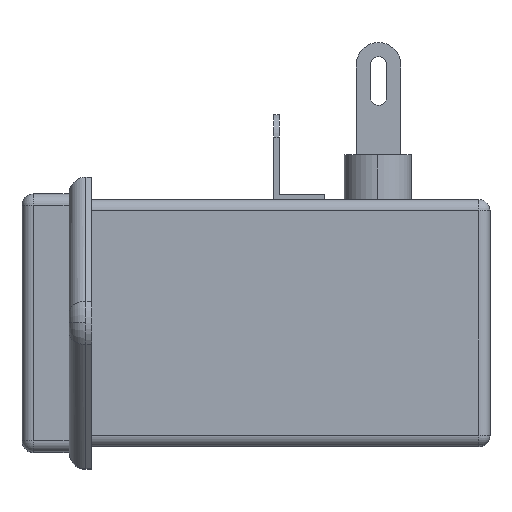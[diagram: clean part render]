
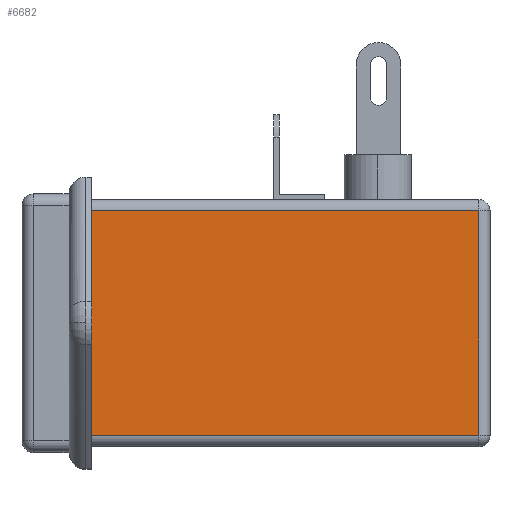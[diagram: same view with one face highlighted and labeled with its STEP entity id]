
A CAD part, top view. The second image highlights one B-rep face of the part: STEP entity #6682.
In plain terms, the highlighted planar face has unit normal (0, 0, 1).
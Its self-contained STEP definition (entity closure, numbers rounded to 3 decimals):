
#105 = VECTOR ( 'NONE', #7243, 1000. ) ;
#396 = CARTESIAN_POINT ( 'NONE',  ( 6.2, -1.5, 30.5 ) ) ;
#995 = VERTEX_POINT ( 'NONE', #3851 ) ;
#1006 = LINE ( 'NONE', #2353, #3366 ) ;
#1154 = CARTESIAN_POINT ( 'NONE',  ( 40.7, -21.5, 30.5 ) ) ;
#1258 = CARTESIAN_POINT ( 'NONE',  ( 41.7, -21.5, 30.5 ) ) ;
#1594 = LINE ( 'NONE', #1258, #4407 ) ;
#1660 = DIRECTION ( 'NONE',  ( 0., 0., -1. ) ) ;
#1829 = DIRECTION ( 'NONE',  ( 1., 0., 0. ) ) ;
#2353 = CARTESIAN_POINT ( 'NONE',  ( 6.2, -22.5, 30.5 ) ) ;
#2363 = EDGE_CURVE ( 'NONE', #5704, #2898, #1594, .T. ) ;
#2555 = LINE ( 'NONE', #6499, #105 ) ;
#2562 = FACE_OUTER_BOUND ( 'NONE', #4632, .T. ) ;
#2567 = VECTOR ( 'NONE', #6380, 1000. ) ;
#2809 = EDGE_CURVE ( 'NONE', #995, #3371, #5658, .T. ) ;
#2823 = AXIS2_PLACEMENT_3D ( 'NONE', #7497, #1660, #7427 ) ;
#2898 = VERTEX_POINT ( 'NONE', #1154 ) ;
#3358 = PLANE ( 'NONE',  #2823 ) ;
#3366 = VECTOR ( 'NONE', #4707, 1000. ) ;
#3371 = VERTEX_POINT ( 'NONE', #396 ) ;
#3851 = CARTESIAN_POINT ( 'NONE',  ( 40.7, -1.5, 30.5 ) ) ;
#4407 = VECTOR ( 'NONE', #1829, 1000. ) ;
#4462 = ORIENTED_EDGE ( 'NONE', *, *, #5797, .T. ) ;
#4632 = EDGE_LOOP ( 'NONE', ( #4462, #6344, #5364, #5901 ) ) ;
#4707 = DIRECTION ( 'NONE',  ( 0., -1., 0. ) ) ;
#4888 = EDGE_CURVE ( 'NONE', #3371, #5704, #1006, .T. ) ;
#5364 = ORIENTED_EDGE ( 'NONE', *, *, #4888, .T. ) ;
#5658 = LINE ( 'NONE', #6356, #2567 ) ;
#5704 = VERTEX_POINT ( 'NONE', #7057 ) ;
#5797 = EDGE_CURVE ( 'NONE', #2898, #995, #2555, .T. ) ;
#5901 = ORIENTED_EDGE ( 'NONE', *, *, #2363, .T. ) ;
#6344 = ORIENTED_EDGE ( 'NONE', *, *, #2809, .T. ) ;
#6356 = CARTESIAN_POINT ( 'NONE',  ( 41.7, -1.5, 30.5 ) ) ;
#6380 = DIRECTION ( 'NONE',  ( -1., 0., 0. ) ) ;
#6499 = CARTESIAN_POINT ( 'NONE',  ( 40.7, -22.5, 30.5 ) ) ;
#6682 = ADVANCED_FACE ( 'NONE', ( #2562 ), #3358, .F. ) ;
#7057 = CARTESIAN_POINT ( 'NONE',  ( 6.2, -21.5, 30.5 ) ) ;
#7243 = DIRECTION ( 'NONE',  ( 0., 1., 0. ) ) ;
#7427 = DIRECTION ( 'NONE',  ( -1., 0., 0. ) ) ;
#7497 = CARTESIAN_POINT ( 'NONE',  ( 41.7, -22.5, 30.5 ) ) ;
